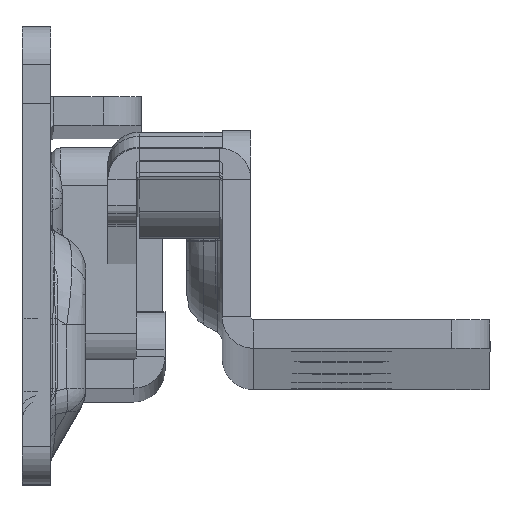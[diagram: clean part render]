
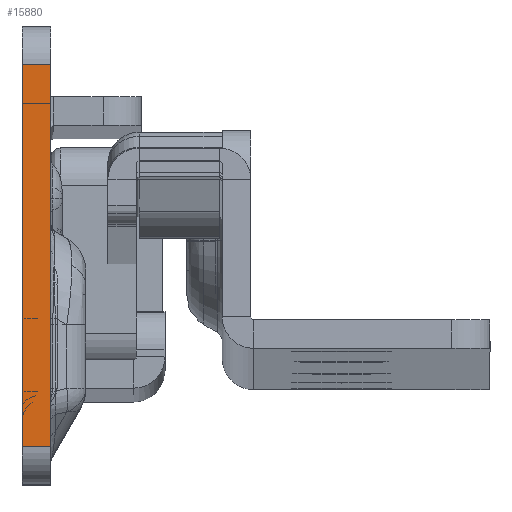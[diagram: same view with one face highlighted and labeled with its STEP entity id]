
A CAD part, top view. The second image highlights one B-rep face of the part: STEP entity #15880.
In plain terms, the highlighted planar face has unit normal (0, 0, 1).
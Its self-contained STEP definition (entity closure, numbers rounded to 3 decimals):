
#384 = FACE_OUTER_BOUND ( 'NONE', #15981, .T. ) ;
#395 = DIRECTION ( 'NONE',  ( 1., 0., 0. ) ) ;
#617 = LINE ( 'NONE', #11680, #13837 ) ;
#727 = ORIENTED_EDGE ( 'NONE', *, *, #4828, .T. ) ;
#872 = ORIENTED_EDGE ( 'NONE', *, *, #15378, .F. ) ;
#1260 = CARTESIAN_POINT ( 'NONE',  ( -3., 18.3, 0. ) ) ;
#1727 = VECTOR ( 'NONE', #5102, 1000. ) ;
#1891 = DIRECTION ( 'NONE',  ( 1., 0., 0. ) ) ;
#2387 = ORIENTED_EDGE ( 'NONE', *, *, #17136, .F. ) ;
#4110 = VECTOR ( 'NONE', #395, 1000. ) ;
#4327 = VERTEX_POINT ( 'NONE', #7723 ) ;
#4458 = CARTESIAN_POINT ( 'NONE',  ( -142.194, -21.7, 0. ) ) ;
#4473 = CARTESIAN_POINT ( 'NONE',  ( -3., -29.094, 0. ) ) ;
#4828 = EDGE_CURVE ( 'NONE', #8667, #11010, #17440, .T. ) ;
#5102 = DIRECTION ( 'NONE',  ( 0., -1., 0. ) ) ;
#5893 = CARTESIAN_POINT ( 'NONE',  ( -3., -21.7, 0. ) ) ;
#7136 = PLANE ( 'NONE',  #17060 ) ;
#7723 = CARTESIAN_POINT ( 'NONE',  ( 0., 18.3, 0. ) ) ;
#8394 = CARTESIAN_POINT ( 'NONE',  ( 0., -21.7, 0. ) ) ;
#8549 = CARTESIAN_POINT ( 'NONE',  ( -3., 18.3, 0. ) ) ;
#8667 = VERTEX_POINT ( 'NONE', #1260 ) ;
#9078 = DIRECTION ( 'NONE',  ( 0., -1., 0. ) ) ;
#9738 = LINE ( 'NONE', #4458, #17631 ) ;
#9928 = DIRECTION ( 'NONE',  ( 1., 0., 0. ) ) ;
#10581 = ORIENTED_EDGE ( 'NONE', *, *, #16501, .T. ) ;
#11010 = VERTEX_POINT ( 'NONE', #5893 ) ;
#11680 = CARTESIAN_POINT ( 'NONE',  ( 0., -29.094, 0. ) ) ;
#13257 = CARTESIAN_POINT ( 'NONE',  ( -3., -29.094, 0. ) ) ;
#13837 = VECTOR ( 'NONE', #9078, 1000. ) ;
#13885 = VERTEX_POINT ( 'NONE', #8394 ) ;
#14020 = LINE ( 'NONE', #8549, #4110 ) ;
#15378 = EDGE_CURVE ( 'NONE', #8667, #4327, #14020, .T. ) ;
#15880 = ADVANCED_FACE ( 'NONE', ( #384 ), #7136, .T. ) ;
#15981 = EDGE_LOOP ( 'NONE', ( #2387, #872, #727, #10581 ) ) ;
#16501 = EDGE_CURVE ( 'NONE', #11010, #13885, #9738, .T. ) ;
#16723 = DIRECTION ( 'NONE',  ( 0., 0., 1. ) ) ;
#17060 = AXIS2_PLACEMENT_3D ( 'NONE', #4473, #16723, #9928 ) ;
#17136 = EDGE_CURVE ( 'NONE', #4327, #13885, #617, .T. ) ;
#17440 = LINE ( 'NONE', #13257, #1727 ) ;
#17631 = VECTOR ( 'NONE', #1891, 1000. ) ;
